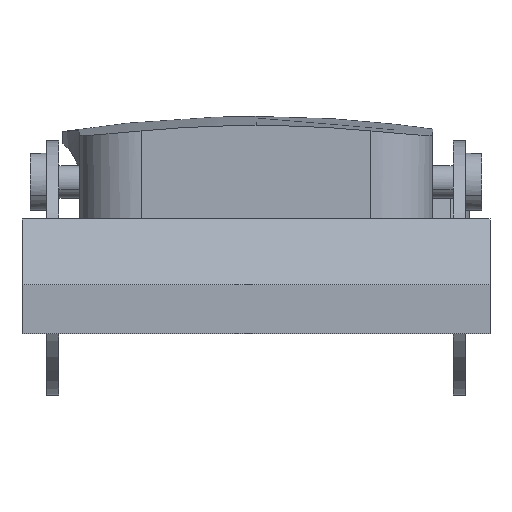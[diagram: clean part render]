
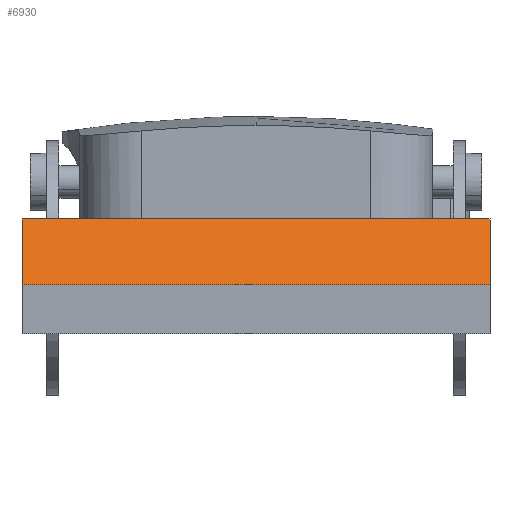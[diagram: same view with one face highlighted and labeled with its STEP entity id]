
A CAD part, front view. The second image highlights one B-rep face of the part: STEP entity #6930.
In plain terms, the highlighted planar face has unit normal (0, -0.707, 0.707).
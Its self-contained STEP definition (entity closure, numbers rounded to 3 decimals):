
#6922=AXIS2_PLACEMENT_3D('Plane Axis2P3D',#6919,#6920,#6921) ;
#6299=CARTESIAN_POINT('Vertex',(0.,8.,21.5)) ;
#6313=CARTESIAN_POINT('Vertex',(0.,0.,13.5)) ;
#6316=CARTESIAN_POINT('Line Origine',(0.,4.,17.5)) ;
#6334=CARTESIAN_POINT('Line Origine',(28.5,8.,21.5)) ;
#6338=CARTESIAN_POINT('Vertex',(57.,8.,21.5)) ;
#6358=CARTESIAN_POINT('Line Origine',(57.,4.,17.5)) ;
#6362=CARTESIAN_POINT('Vertex',(57.,0.,13.5)) ;
#6907=CARTESIAN_POINT('Line Origine',(28.5,0.,13.5)) ;
#6919=CARTESIAN_POINT('Axis2P3D Location',(28.5,8.,21.5)) ;
#6317=DIRECTION('Vector Direction',(0.,-0.707,-0.707)) ;
#6335=DIRECTION('Vector Direction',(-1.,0.,0.)) ;
#6359=DIRECTION('Vector Direction',(0.,-0.707,-0.707)) ;
#6908=DIRECTION('Vector Direction',(-1.,0.,0.)) ;
#6920=DIRECTION('Axis2P3D Direction',(0.,0.707,-0.707)) ;
#6921=DIRECTION('Axis2P3D XDirection',(0.,-0.707,-0.707)) ;
#6318=VECTOR('Line Direction',#6317,1.) ;
#6336=VECTOR('Line Direction',#6335,1.) ;
#6360=VECTOR('Line Direction',#6359,1.) ;
#6909=VECTOR('Line Direction',#6908,1.) ;
#6925=ORIENTED_EDGE('',*,*,#6320,.T.) ;
#6926=ORIENTED_EDGE('',*,*,#6911,.T.) ;
#6927=ORIENTED_EDGE('',*,*,#6364,.F.) ;
#6928=ORIENTED_EDGE('',*,*,#6340,.F.) ;
#6930=ADVANCED_FACE('Housing',(#6929),#6923,.F.) ;
#6320=EDGE_CURVE('',#6300,#6314,#6319,.T.) ;
#6340=EDGE_CURVE('',#6300,#6339,#6337,.F.) ;
#6364=EDGE_CURVE('',#6339,#6363,#6361,.T.) ;
#6911=EDGE_CURVE('',#6314,#6363,#6910,.F.) ;
#6924=EDGE_LOOP('',(#6925,#6926,#6927,#6928)) ;
#6929=FACE_OUTER_BOUND('',#6924,.T.) ;
#6319=LINE('Line',#6316,#6318) ;
#6337=LINE('Line',#6334,#6336) ;
#6361=LINE('Line',#6358,#6360) ;
#6910=LINE('Line',#6907,#6909) ;
#6923=PLANE('',#6922) ;
#6300=VERTEX_POINT('',#6299) ;
#6314=VERTEX_POINT('',#6313) ;
#6339=VERTEX_POINT('',#6338) ;
#6363=VERTEX_POINT('',#6362) ;
